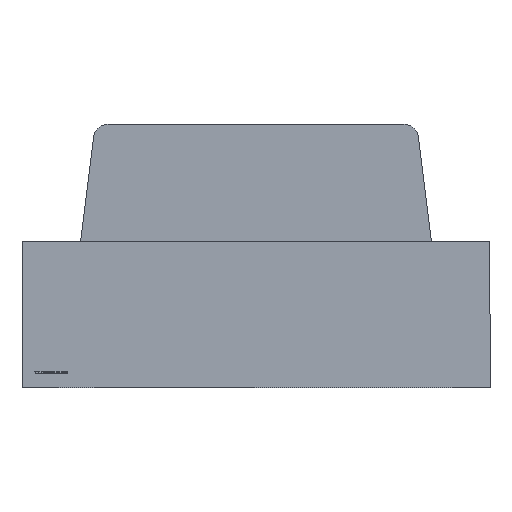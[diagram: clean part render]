
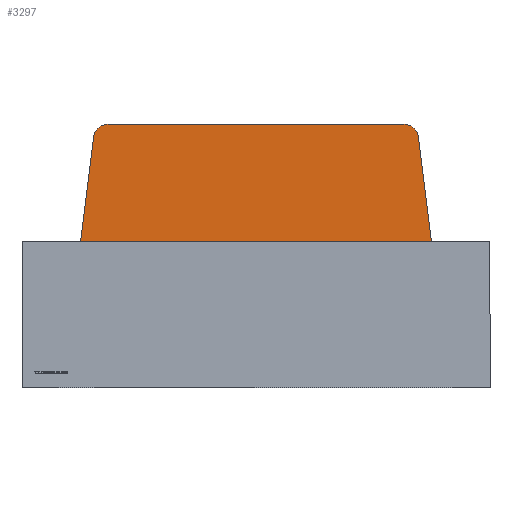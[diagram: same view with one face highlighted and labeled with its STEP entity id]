
A CAD part, top view. The second image highlights one B-rep face of the part: STEP entity #3297.
In plain terms, the highlighted planar face has unit normal (0, 0, 1).
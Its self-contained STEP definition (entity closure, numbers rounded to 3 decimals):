
#3224 = EDGE_CURVE ( 'NONE', #3755, #3766, #7943, .T. ) ;
#3228 = EDGE_CURVE ( 'NONE', #3772, #3773, #7951, .T. ) ;
#3229 = EDGE_CURVE ( 'NONE', #3773, #3777, #7592, .T. ) ;
#3242 = EDGE_CURVE ( 'NONE', #3777, #4746, #8095, .T. ) ;
#3258 = EDGE_CURVE ( 'NONE', #3766, #3772, #8177, .T. ) ;
#3272 = EDGE_CURVE ( 'NONE', #4746, #3755, #7583, .T. ) ;
#3297 = ADVANCED_FACE ( 'NONE', ( #4613 ), #8298, .T. ) ;
#3755 = VERTEX_POINT ( 'NONE', #10827 ) ;
#3766 = VERTEX_POINT ( 'NONE', #10812 ) ;
#3772 = VERTEX_POINT ( 'NONE', #10828 ) ;
#3773 = VERTEX_POINT ( 'NONE', #10817 ) ;
#3777 = VERTEX_POINT ( 'NONE', #10830 ) ;
#4551 = VECTOR ( 'NONE', #7932, 1000. ) ;
#4554 = VECTOR ( 'NONE', #7954, 1000. ) ;
#4555 = VECTOR ( 'NONE', #8096, 1000. ) ;
#4557 = AXIS2_PLACEMENT_3D ( 'NONE', #7931, #7937, #7933 ) ;
#4571 = VECTOR ( 'NONE', #8152, 1000. ) ;
#4591 = AXIS2_PLACEMENT_3D ( 'NONE', #8161, #8186, #8206 ) ;
#4607 = AXIS2_PLACEMENT_3D ( 'NONE', #8299, #8278, #8280 ) ;
#4613 = FACE_OUTER_BOUND ( 'NONE', #5833, .T. ) ;
#4746 = VERTEX_POINT ( 'NONE', #10857 ) ;
#5622 = ORIENTED_EDGE ( 'NONE', *, *, #3228, .T. ) ;
#5627 = ORIENTED_EDGE ( 'NONE', *, *, #3272, .T. ) ;
#5632 = ORIENTED_EDGE ( 'NONE', *, *, #3242, .T. ) ;
#5635 = ORIENTED_EDGE ( 'NONE', *, *, #3258, .T. ) ;
#5649 = ORIENTED_EDGE ( 'NONE', *, *, #3229, .T. ) ;
#5650 = ORIENTED_EDGE ( 'NONE', *, *, #3224, .T. ) ;
#5833 = EDGE_LOOP ( 'NONE', ( #5622, #5649, #5632, #5627, #5650, #5635 ) ) ;
#7583 = CIRCLE ( 'NONE', #4591, 0.05 ) ;
#7592 = CIRCLE ( 'NONE', #4557, 0.05 ) ;
#7928 = CARTESIAN_POINT ( 'NONE',  ( -0.79, -1.271, 0.1 ) ) ;
#7931 = CARTESIAN_POINT ( 'NONE',  ( 0.506, 0.6, 0.1 ) ) ;
#7932 = DIRECTION ( 'NONE',  ( -0.124, 0.992, 0. ) ) ;
#7933 = DIRECTION ( 'NONE',  ( 1., 0., 0. ) ) ;
#7937 = DIRECTION ( 'NONE',  ( 0., 0., 1. ) ) ;
#7943 = LINE ( 'NONE', #7928, #4554 ) ;
#7951 = LINE ( 'NONE', #7956, #4551 ) ;
#7954 = DIRECTION ( 'NONE',  ( -0.124, -0.992, 0. ) ) ;
#7956 = CARTESIAN_POINT ( 'NONE',  ( 0.79, -1.271, 0.1 ) ) ;
#8095 = LINE ( 'NONE', #8105, #4555 ) ;
#8096 = DIRECTION ( 'NONE',  ( -1., 0., 0. ) ) ;
#8105 = CARTESIAN_POINT ( 'NONE',  ( 0., 0.65, 0.1 ) ) ;
#8152 = DIRECTION ( 'NONE',  ( 1., 0., 0. ) ) ;
#8153 = CARTESIAN_POINT ( 'NONE',  ( 0., 0.25, 0.1 ) ) ;
#8161 = CARTESIAN_POINT ( 'NONE',  ( -0.506, 0.6, 0.1 ) ) ;
#8177 = LINE ( 'NONE', #8153, #4571 ) ;
#8186 = DIRECTION ( 'NONE',  ( 0., 0., 1. ) ) ;
#8206 = DIRECTION ( 'NONE',  ( 1., 0., 0. ) ) ;
#8278 = DIRECTION ( 'NONE',  ( 0., 0., 1. ) ) ;
#8280 = DIRECTION ( 'NONE',  ( 1., 0., 0. ) ) ;
#8298 = PLANE ( 'NONE',  #4607 ) ;
#8299 = CARTESIAN_POINT ( 'NONE',  ( 0., -1.369, 0.1 ) ) ;
#10812 = CARTESIAN_POINT ( 'NONE',  ( -0.6, 0.25, 0.1 ) ) ;
#10817 = CARTESIAN_POINT ( 'NONE',  ( 0.555, 0.606, 0.1 ) ) ;
#10827 = CARTESIAN_POINT ( 'NONE',  ( -0.555, 0.606, 0.1 ) ) ;
#10828 = CARTESIAN_POINT ( 'NONE',  ( 0.6, 0.25, 0.1 ) ) ;
#10830 = CARTESIAN_POINT ( 'NONE',  ( 0.506, 0.65, 0.1 ) ) ;
#10857 = CARTESIAN_POINT ( 'NONE',  ( -0.506, 0.65, 0.1 ) ) ;
